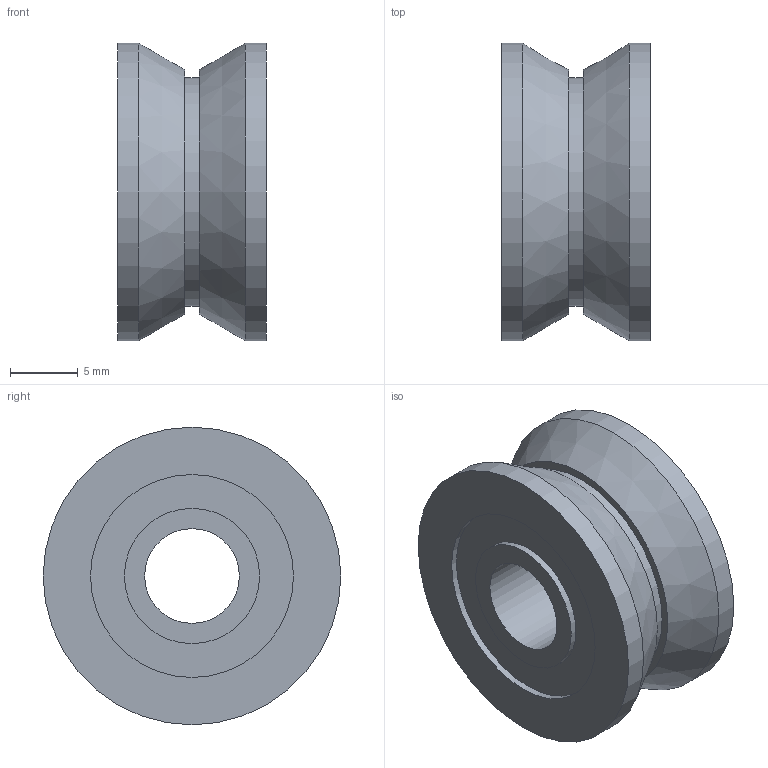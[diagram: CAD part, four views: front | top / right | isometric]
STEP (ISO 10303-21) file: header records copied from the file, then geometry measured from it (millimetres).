
FILE_DESCRIPTION(/* description */ ('ROTELLA DI=7 DE=22 SP=11 DT=10'),/* implementation_level */ '2;1');
FILE_NAME(/* name */ '80RT00013R-A.stp',/* time_stamp */ '2022-07-20T09:59:32+02:00',/* author */ ('tecnico7'),/* organization */ (''),/* preprocessor_version */ 'ST-DEVELOPER v18.1',/* originating_system */ 'Autodesk Inventor 2022',/* authorisation */ '');
FILE_SCHEMA (('AUTOMOTIVE_DESIGN { 1 0 10303 214 3 1 1 }'));
Length unit declared in the file: millimetre
Products named in the file (1): 80RT00013R-A
Bounding box: 11 x 22 x 22 mm (x, y, z)
Volume: 3057.7 mm3; surface area: 1836 mm2
Topology: 1 solids, 1 shells, 18 faces, 28 edges, 18 vertices
Faces by surface type: plane 8, cylinder 8, cone 2
Full cylindrical faces by diameter (mm): 7 x1, 10 x2, 15 x2, 16.9 x1, 22 x2
Entity records: 461 total; most frequent: DIRECTION 84, CARTESIAN_POINT 65, ORIENTED_EDGE 56, AXIS2_PLACEMENT_3D 37, EDGE_CURVE 28, EDGE_LOOP 26, FACE_OUTER_BOUND 18, CIRCLE 18
